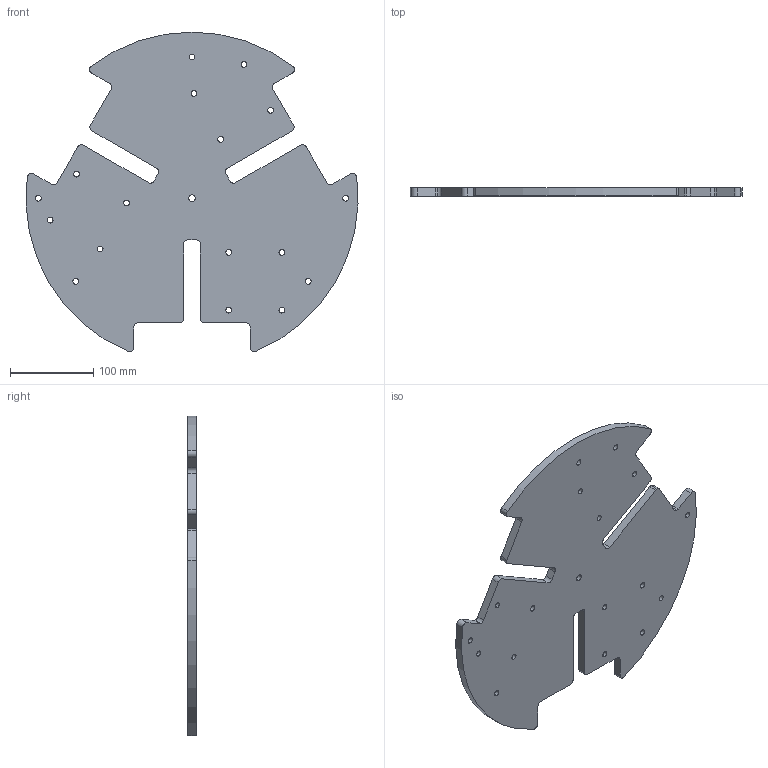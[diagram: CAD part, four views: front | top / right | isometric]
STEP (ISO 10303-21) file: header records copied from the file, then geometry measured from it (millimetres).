
FILE_DESCRIPTION (( 'STEP AP203' ), '1' );
FILE_NAME ('BasePlatform 3.0_Default_sldprt.STEP', '2024-03-25T01:43:27', ( '' ), ( '' ), 'SwSTEP 2.0', 'SolidWorks 2023', '' );
FILE_SCHEMA (( 'CONFIG_CONTROL_DESIGN' ));
Length unit declared in the file: millimetre
Products named in the file (1): BasePlatform 3.0_Default_sldprt
Bounding box: 399.76 x 10 x 385 mm (x, y, z)
Volume: 996638.8 mm3; surface area: 223349.9 mm2
Topology: 1 solids, 1 shells, 91 faces, 267 edges, 178 vertices
Faces by surface type: cylinder 68, plane 23
Entity records: 3246 total; most frequent: DIRECTION 587, CARTESIAN_POINT 537, ORIENTED_EDGE 534, EDGE_CURVE 267, AXIS2_PLACEMENT_3D 228, VERTEX_POINT 178, CIRCLE 136, VECTOR 131
